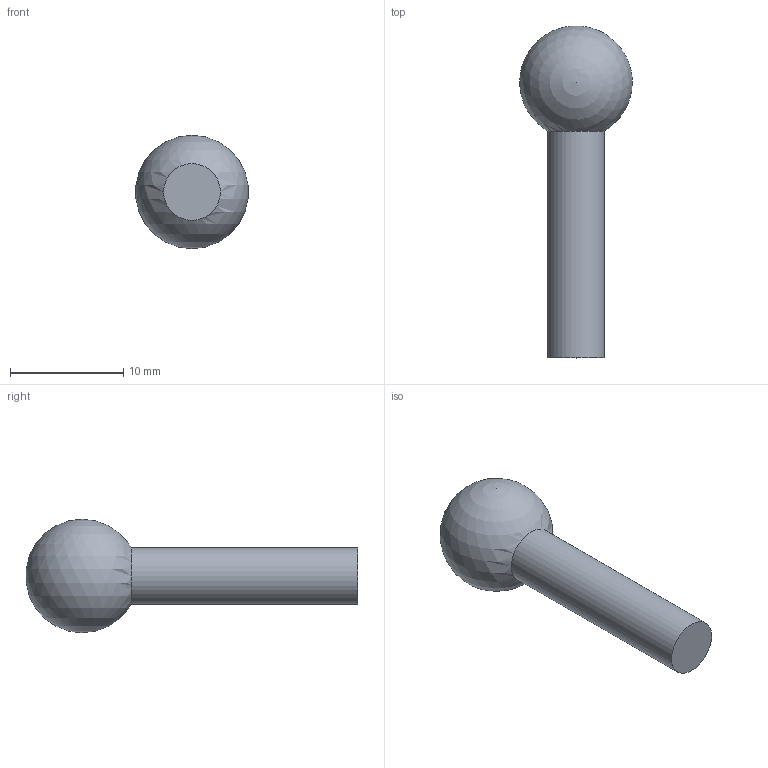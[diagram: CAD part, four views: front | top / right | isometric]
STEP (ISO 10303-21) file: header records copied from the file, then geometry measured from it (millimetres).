
FILE_DESCRIPTION (( 'STEP AP203' ), '1' );
FILE_NAME ('3501.STEP', '2021-09-29T12:30:12', ( '' ), ( '' ), 'SwSTEP 2.0', 'SolidWorks 2018', '' );
FILE_SCHEMA (( 'CONFIG_CONTROL_DESIGN' ));
Length unit declared in the file: millimetre
Products named in the file (2): 3501
Bounding box: 9.92 x 29.29 x 10 mm (x, y, z)
Volume: 909.6 mm3; surface area: 626.9 mm2
Topology: 1 solids, 1 shells, 3 faces, 6 edges, 4 vertices
Faces by surface type: plane 1, sphere 1, cylinder 1
Full cylindrical faces by diameter (mm): 5 x1
Entity records: 209 total; most frequent: PERSON_AND_ORGANIZATION 16, DIRECTION 14, LOCAL_TIME 10, PERSON_AND_ORGANIZATION_ROLE 10, DATE_AND_TIME 10, CC_DESIGN_PERSON_AND_ORGANIZATION_ASSIGNMENT 10, COORDINATED_UNIVERSAL_TIME_OFFSET 10, CALENDAR_DATE 10
